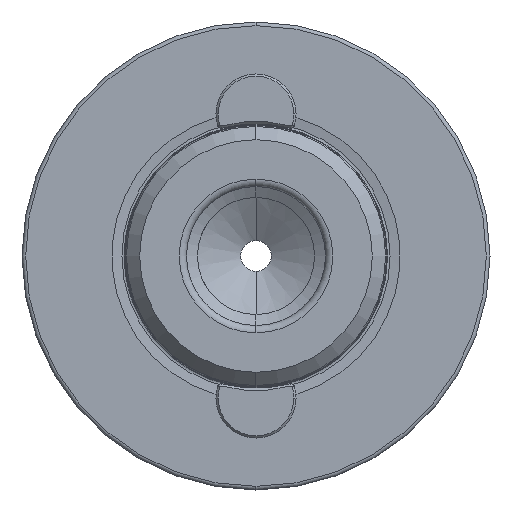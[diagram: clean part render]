
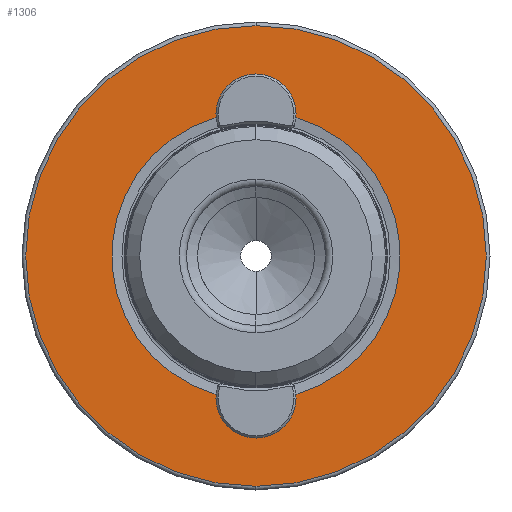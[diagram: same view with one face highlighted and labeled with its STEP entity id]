
A CAD part, left-side view. The second image highlights one B-rep face of the part: STEP entity #1306.
In plain terms, the highlighted planar face has unit normal (-1, 0, 0).
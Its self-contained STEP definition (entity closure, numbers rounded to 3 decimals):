
#29 = EDGE_CURVE ( 'NONE', #2069, #1096, #4220, .T. ) ;
#98 = CIRCLE ( 'NONE', #1441, 3. ) ;
#210 = CIRCLE ( 'NONE', #2948, 3. ) ;
#215 = DIRECTION ( 'NONE',  ( 0., 0., 1. ) ) ;
#229 = DIRECTION ( 'NONE',  ( -1., 0., 0. ) ) ;
#246 = CARTESIAN_POINT ( 'NONE',  ( 0., 0., 0. ) ) ;
#315 = CARTESIAN_POINT ( 'NONE',  ( 0., 0., 0. ) ) ;
#324 = DIRECTION ( 'NONE',  ( -1., 0., 0. ) ) ;
#341 = DIRECTION ( 'NONE',  ( 0., 0., 1. ) ) ;
#478 = VERTEX_POINT ( 'NONE', #4828 ) ;
#688 = CARTESIAN_POINT ( 'NONE',  ( 0., 0., 21.5 ) ) ;
#695 = DIRECTION ( 'NONE',  ( -1., 0., 0. ) ) ;
#700 = CARTESIAN_POINT ( 'NONE',  ( 0., 0., 0. ) ) ;
#710 = DIRECTION ( 'NONE',  ( 0., 0., 1. ) ) ;
#719 = DIRECTION ( 'NONE',  ( -1., 0., 0. ) ) ;
#733 = DIRECTION ( 'NONE',  ( 0., 0., 1. ) ) ;
#760 = EDGE_LOOP ( 'NONE', ( #2715, #2720, #2780, #2794, #2844, #2851 ) ) ;
#825 = CARTESIAN_POINT ( 'NONE',  ( 0., 0., -21.5 ) ) ;
#830 = DIRECTION ( 'NONE',  ( -1., 0., 0. ) ) ;
#840 = DIRECTION ( 'NONE',  ( 0., 0., 1. ) ) ;
#965 = FACE_BOUND ( 'NONE', #760, .T. ) ;
#1037 = CARTESIAN_POINT ( 'NONE',  ( 0., 0., 0. ) ) ;
#1044 = DIRECTION ( 'NONE',  ( -1., 0., 0. ) ) ;
#1057 = DIRECTION ( 'NONE',  ( 0., 0., 1. ) ) ;
#1071 = EDGE_LOOP ( 'NONE', ( #2901, #2908 ) ) ;
#1096 = VERTEX_POINT ( 'NONE', #3409 ) ;
#1100 = FACE_OUTER_BOUND ( 'NONE', #1071, .T. ) ;
#1145 = CARTESIAN_POINT ( 'NONE',  ( 0., 0., -31.5 ) ) ;
#1247 = VERTEX_POINT ( 'NONE', #3000 ) ;
#1306 = ADVANCED_FACE ( 'NONE', ( #965, #1100 ), #2589, .F. ) ;
#1441 = AXIS2_PLACEMENT_3D ( 'NONE', #5103, #5107, #5112 ) ;
#1449 = VERTEX_POINT ( 'NONE', #2095 ) ;
#1654 = AXIS2_PLACEMENT_3D ( 'NONE', #700, #719, #733 ) ;
#1667 = VERTEX_POINT ( 'NONE', #1145 ) ;
#2069 = VERTEX_POINT ( 'NONE', #4564 ) ;
#2095 = CARTESIAN_POINT ( 'NONE',  ( 0., 0., 24.5 ) ) ;
#2158 = VERTEX_POINT ( 'NONE', #3937 ) ;
#2566 = DIRECTION ( 'NONE',  ( 0., 0., -1. ) ) ;
#2571 = DIRECTION ( 'NONE',  ( 1., 0., 0. ) ) ;
#2589 = PLANE ( 'NONE',  #5026 ) ;
#2637 = CARTESIAN_POINT ( 'NONE',  ( 0., 0., -19.715 ) ) ;
#2641 = CIRCLE ( 'NONE', #4972, 19.715 ) ;
#2643 = CIRCLE ( 'NONE', #3160, 31.5 ) ;
#2715 = ORIENTED_EDGE ( 'NONE', *, *, #2716, .F. ) ;
#2716 = EDGE_CURVE ( 'NONE', #1247, #2158, #2641, .T. ) ;
#2720 = ORIENTED_EDGE ( 'NONE', *, *, #2786, .F. ) ;
#2780 = ORIENTED_EDGE ( 'NONE', *, *, #3462, .F. ) ;
#2786 = EDGE_CURVE ( 'NONE', #1449, #1247, #5128, .T. ) ;
#2792 = CARTESIAN_POINT ( 'NONE',  ( 0., 0., -24.5 ) ) ;
#2794 = ORIENTED_EDGE ( 'NONE', *, *, #29, .F. ) ;
#2821 = EDGE_CURVE ( 'NONE', #2158, #3140, #4380, .T. ) ;
#2844 = ORIENTED_EDGE ( 'NONE', *, *, #3985, .F. ) ;
#2851 = ORIENTED_EDGE ( 'NONE', *, *, #2821, .F. ) ;
#2885 = EDGE_CURVE ( 'NONE', #1667, #478, #4245, .T. ) ;
#2901 = ORIENTED_EDGE ( 'NONE', *, *, #5124, .T. ) ;
#2908 = ORIENTED_EDGE ( 'NONE', *, *, #2885, .T. ) ;
#2948 = AXIS2_PLACEMENT_3D ( 'NONE', #4993, #4987, #4981 ) ;
#3000 = CARTESIAN_POINT ( 'NONE',  ( 0., 2.305, 19.58 ) ) ;
#3140 = VERTEX_POINT ( 'NONE', #2792 ) ;
#3160 = AXIS2_PLACEMENT_3D ( 'NONE', #246, #229, #215 ) ;
#3409 = CARTESIAN_POINT ( 'NONE',  ( 0., -2.305, 19.58 ) ) ;
#3462 = EDGE_CURVE ( 'NONE', #1096, #1449, #98, .T. ) ;
#3937 = CARTESIAN_POINT ( 'NONE',  ( 0., 2.305, -19.58 ) ) ;
#3985 = EDGE_CURVE ( 'NONE', #3140, #2069, #210, .T. ) ;
#4220 = CIRCLE ( 'NONE', #1654, 19.715 ) ;
#4245 = CIRCLE ( 'NONE', #4420, 31.5 ) ;
#4380 = CIRCLE ( 'NONE', #4666, 3. ) ;
#4420 = AXIS2_PLACEMENT_3D ( 'NONE', #1037, #1044, #1057 ) ;
#4564 = CARTESIAN_POINT ( 'NONE',  ( 0., -2.305, -19.58 ) ) ;
#4666 = AXIS2_PLACEMENT_3D ( 'NONE', #825, #830, #840 ) ;
#4756 = AXIS2_PLACEMENT_3D ( 'NONE', #688, #695, #710 ) ;
#4828 = CARTESIAN_POINT ( 'NONE',  ( 0., 0., 31.5 ) ) ;
#4972 = AXIS2_PLACEMENT_3D ( 'NONE', #315, #324, #341 ) ;
#4981 = DIRECTION ( 'NONE',  ( 0., 0., 1. ) ) ;
#4987 = DIRECTION ( 'NONE',  ( -1., 0., 0. ) ) ;
#4993 = CARTESIAN_POINT ( 'NONE',  ( 0., 0., -21.5 ) ) ;
#5026 = AXIS2_PLACEMENT_3D ( 'NONE', #2637, #2571, #2566 ) ;
#5103 = CARTESIAN_POINT ( 'NONE',  ( 0., 0., 21.5 ) ) ;
#5107 = DIRECTION ( 'NONE',  ( -1., 0., 0. ) ) ;
#5112 = DIRECTION ( 'NONE',  ( 0., 0., 1. ) ) ;
#5124 = EDGE_CURVE ( 'NONE', #478, #1667, #2643, .T. ) ;
#5128 = CIRCLE ( 'NONE', #4756, 3. ) ;
